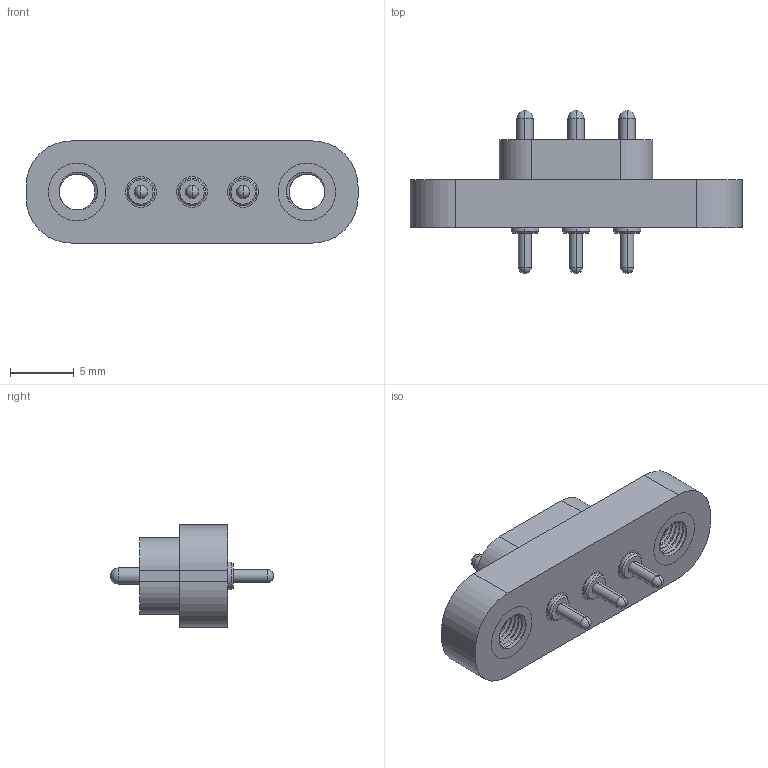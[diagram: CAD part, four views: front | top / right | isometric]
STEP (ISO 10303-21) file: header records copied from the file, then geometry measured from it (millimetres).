
FILE_DESCRIPTION (( 'STEP AP214' ), '1' );
FILE_NAME ('858-22-003-10-011101.STEP', '2020-10-14T14:24:47', ( '' ), ( '' ), 'SwSTEP 2.0', 'SolidWorks 2017', '' );
FILE_SCHEMA (( 'AUTOMOTIVE_DESIGN' ));
Length unit declared in the file: inch
Products named in the file (1): 858-22-003-10-011101
Bounding box: 26 x 12.78 x 8 mm (x, y, z)
Volume: 915.9 mm3; surface area: 1396.8 mm2
Topology: 6 solids, 6 shells, 144 faces, 368 edges, 236 vertices
Faces by surface type: cylinder 90, plane 26, sphere 12, bspline 6, cone 6, torus 4
Entity records: 9014 total; most frequent: CARTESIAN_POINT 5271, ORIENTED_EDGE 688, DIRECTION 660, EDGE_CURVE 344, AXIS2_PLACEMENT_3D 271, VERTEX_POINT 224, EDGE_LOOP 170, ADVANCED_FACE 144
